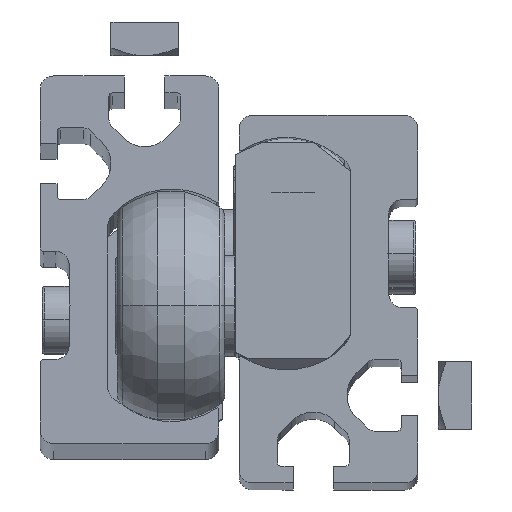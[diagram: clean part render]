
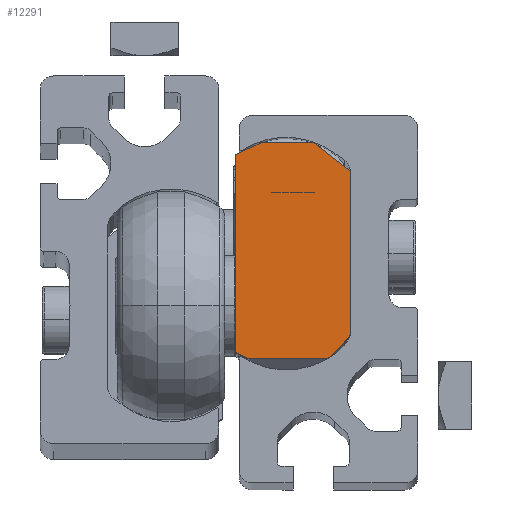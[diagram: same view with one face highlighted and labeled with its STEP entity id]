
A CAD part, top view. The second image highlights one B-rep face of the part: STEP entity #12291.
In plain terms, the highlighted face is planar.
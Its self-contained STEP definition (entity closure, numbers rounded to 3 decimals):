
#167 = CARTESIAN_POINT ( 'NONE',  ( -19., -12.2, 8.5 ) ) ;
#177 = DIRECTION ( 'NONE',  ( 0., 0., 1. ) ) ;
#260 = EDGE_CURVE ( 'NONE', #11766, #2526, #5462, .T. ) ;
#545 = VERTEX_POINT ( 'NONE', #2859 ) ;
#951 = VECTOR ( 'NONE', #1786, 1000. ) ;
#1786 = DIRECTION ( 'NONE',  ( 0., 0., -1. ) ) ;
#1789 = ORIENTED_EDGE ( 'NONE', *, *, #6285, .F. ) ;
#1889 = VERTEX_POINT ( 'NONE', #11753 ) ;
#1969 = EDGE_CURVE ( 'NONE', #1889, #15078, #13706, .T. ) ;
#1998 = ORIENTED_EDGE ( 'NONE', *, *, #9468, .T. ) ;
#2334 = VECTOR ( 'NONE', #17789, 1000. ) ;
#2431 = VECTOR ( 'NONE', #5765, 1000. ) ;
#2526 = VERTEX_POINT ( 'NONE', #5378 ) ;
#2859 = CARTESIAN_POINT ( 'NONE',  ( -19., 16.5, -4.6 ) ) ;
#3334 = LINE ( 'NONE', #13824, #10404 ) ;
#3410 = DIRECTION ( 'NONE',  ( -1., 0., 0. ) ) ;
#3720 = CARTESIAN_POINT ( 'NONE',  ( -19., 14.681, -8.5 ) ) ;
#4152 = VERTEX_POINT ( 'NONE', #11851 ) ;
#4320 = LINE ( 'NONE', #20003, #2431 ) ;
#4671 = VERTEX_POINT ( 'NONE', #5869 ) ;
#4906 = LINE ( 'NONE', #17570, #951 ) ;
#5378 = CARTESIAN_POINT ( 'NONE',  ( -19., -14.661, -8.5 ) ) ;
#5462 = LINE ( 'NONE', #3720, #11598 ) ;
#5615 = CARTESIAN_POINT ( 'NONE',  ( -19., 14.681, -8.5 ) ) ;
#5765 = DIRECTION ( 'NONE',  ( 0., -0.707, -0.707 ) ) ;
#5807 = CARTESIAN_POINT ( 'NONE',  ( -19., 12.203, 8.5 ) ) ;
#5869 = CARTESIAN_POINT ( 'NONE',  ( -19., -15.5, 5.2 ) ) ;
#6022 = DIRECTION ( 'NONE',  ( 0., -0.423, -0.906 ) ) ;
#6044 = ORIENTED_EDGE ( 'NONE', *, *, #16612, .F. ) ;
#6285 = EDGE_CURVE ( 'NONE', #4671, #20413, #4906, .T. ) ;
#6513 = VECTOR ( 'NONE', #19759, 1000. ) ;
#6724 = VECTOR ( 'NONE', #14503, 1000. ) ;
#8005 = ORIENTED_EDGE ( 'NONE', *, *, #260, .T. ) ;
#8264 = EDGE_CURVE ( 'NONE', #545, #15078, #13029, .T. ) ;
#9468 = EDGE_CURVE ( 'NONE', #4152, #1889, #10052, .T. ) ;
#10052 = LINE ( 'NONE', #167, #6724 ) ;
#10061 = DIRECTION ( 'NONE',  ( 0., -1., 0. ) ) ;
#10404 = VECTOR ( 'NONE', #6022, 1000. ) ;
#11598 = VECTOR ( 'NONE', #10061, 1000. ) ;
#11753 = CARTESIAN_POINT ( 'NONE',  ( -19., 12.203, 8.5 ) ) ;
#11766 = VERTEX_POINT ( 'NONE', #5615 ) ;
#11851 = CARTESIAN_POINT ( 'NONE',  ( -19., -12.2, 8.5 ) ) ;
#12291 = ADVANCED_FACE ( 'NONE', ( #14414 ), #17825, .T. ) ;
#12987 = VECTOR ( 'NONE', #18394, 1000. ) ;
#13007 = ORIENTED_EDGE ( 'NONE', *, *, #8264, .F. ) ;
#13029 = LINE ( 'NONE', #19367, #2334 ) ;
#13416 = CARTESIAN_POINT ( 'NONE',  ( -19., -14.661, -8.5 ) ) ;
#13706 = LINE ( 'NONE', #5807, #12987 ) ;
#13824 = CARTESIAN_POINT ( 'NONE',  ( -19., 16.5, -4.6 ) ) ;
#14252 = ORIENTED_EDGE ( 'NONE', *, *, #20139, .T. ) ;
#14414 = FACE_OUTER_BOUND ( 'NONE', #16081, .T. ) ;
#14503 = DIRECTION ( 'NONE',  ( 0., 1., 0. ) ) ;
#15078 = VERTEX_POINT ( 'NONE', #18780 ) ;
#15287 = LINE ( 'NONE', #13416, #6513 ) ;
#16081 = EDGE_LOOP ( 'NONE', ( #19597, #13007, #14252, #8005, #17381, #1789, #6044, #1998 ) ) ;
#16612 = EDGE_CURVE ( 'NONE', #4152, #4671, #4320, .T. ) ;
#17249 = AXIS2_PLACEMENT_3D ( 'NONE', #17631, #3410, #177 ) ;
#17381 = ORIENTED_EDGE ( 'NONE', *, *, #20056, .T. ) ;
#17570 = CARTESIAN_POINT ( 'NONE',  ( -19., -15.5, 5.2 ) ) ;
#17631 = CARTESIAN_POINT ( 'NONE',  ( -19., 1.5, 22.2 ) ) ;
#17789 = DIRECTION ( 'NONE',  ( 0., 0., 1. ) ) ;
#17825 = PLANE ( 'NONE',  #17249 ) ;
#18394 = DIRECTION ( 'NONE',  ( 0., 0.616, -0.788 ) ) ;
#18780 = CARTESIAN_POINT ( 'NONE',  ( -19., 16.5, 3. ) ) ;
#19023 = CARTESIAN_POINT ( 'NONE',  ( -19., -15.5, -6.7 ) ) ;
#19367 = CARTESIAN_POINT ( 'NONE',  ( -19., 16.5, -4.6 ) ) ;
#19597 = ORIENTED_EDGE ( 'NONE', *, *, #1969, .T. ) ;
#19759 = DIRECTION ( 'NONE',  ( 0., -0.423, 0.906 ) ) ;
#20003 = CARTESIAN_POINT ( 'NONE',  ( -19., -12.2, 8.5 ) ) ;
#20056 = EDGE_CURVE ( 'NONE', #2526, #20413, #15287, .T. ) ;
#20139 = EDGE_CURVE ( 'NONE', #545, #11766, #3334, .T. ) ;
#20413 = VERTEX_POINT ( 'NONE', #19023 ) ;
